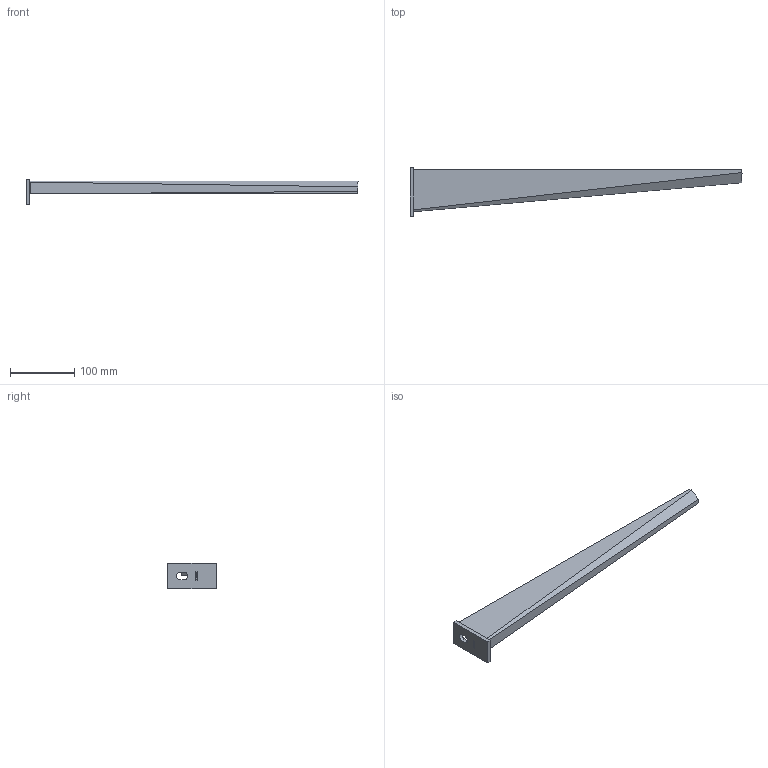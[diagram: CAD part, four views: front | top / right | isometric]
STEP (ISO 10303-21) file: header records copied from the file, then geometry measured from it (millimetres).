
FILE_DESCRIPTION (( 'STEP AP214' ), '1' );
FILE_NAME ('6392040.stp', '2020-09-21T08:38:41', ( '' ), ( '' ), 'SwSTEP 2.0', 'SolidWorks 2020', '' );
FILE_SCHEMA (( 'AUTOMOTIVE_DESIGN' ));
Length unit declared in the file: millimetre
Products named in the file (3): KTS 04.020-031_75x40x6; 6392040; 123017_Standard
Assembly tree (2 placements, depth 2):
  6392040
    123017_Standard
    KTS 04.020-031_75x40x6
Bounding box: 516.05 x 75 x 40 mm (x, y, z)
Volume: 83855.1 mm3; surface area: 81264.8 mm2
Topology: 2 solids, 2 shells, 145 faces, 406 edges, 271 vertices
Faces by surface type: plane 113, cylinder 17, bspline 15
Entity records: 4982 total; most frequent: CARTESIAN_POINT 1214, ORIENTED_EDGE 812, DIRECTION 662, EDGE_CURVE 406, LINE 324, VECTOR 324, VERTEX_POINT 271, AXIS2_PLACEMENT_3D 169
